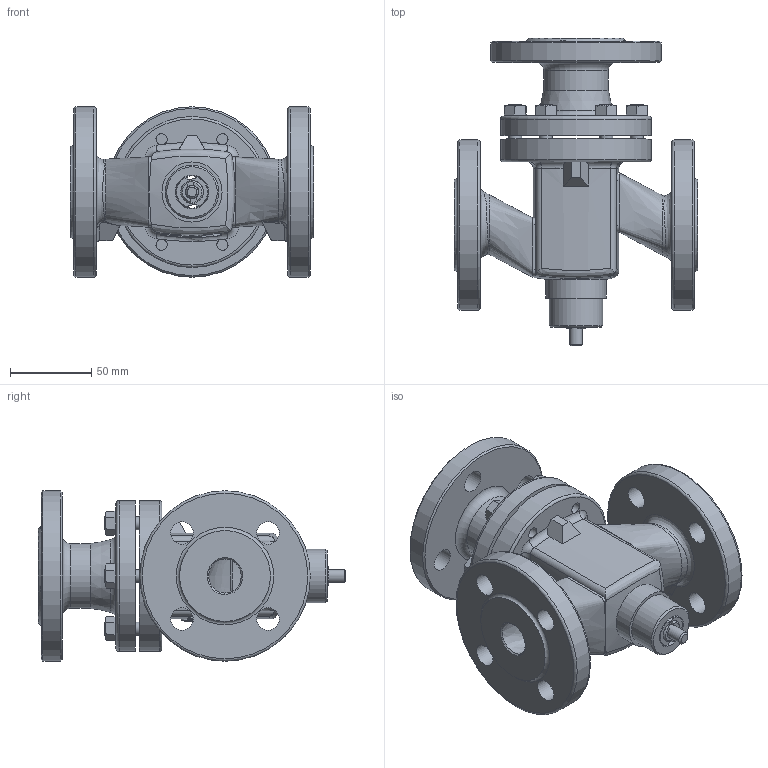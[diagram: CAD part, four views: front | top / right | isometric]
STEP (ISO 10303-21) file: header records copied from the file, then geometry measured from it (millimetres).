
FILE_DESCRIPTION (( 'STEP AP214' ), '1' );
FILE_NAME ('DN20M&G&H3F.STEP', '2016-06-29T12:22:33', ( 'GFR' ), ( '' ), 'SwSTEP 2.0', 'SolidWorks 2014', '' );
FILE_SCHEMA (( 'AUTOMOTIVE_DESIGN' ));
Length unit declared in the file: millimetre
Products named in the file (1): DN20M&G&H3F
Bounding box: 150 x 189.7 x 105 mm (x, y, z)
Surface area: 137925.4 mm2 (no closed solid volume)
Topology: 0 solids, 17 shells, 522 faces, 1990 edges, 1367 vertices
Faces by surface type: plane 329, cylinder 86, cone 54, bspline 32, torus 20, sphere 1
Full cylindrical faces by diameter (mm): 6.9 x4, 8 x7, 8.5 x1, 13 x1, 14 x13, 20 x1, 20.7 x1, 33.1 x1, 37 x1, 40 x1, 93 x2, 105 x3
Entity records: 33342 total; most frequent: CARTESIAN_POINT 14551, ORIENTED_EDGE 3045, DIRECTION 2027, EDGE_CURVE 1885, VERTEX_POINT 1332, AXIS2_PLACEMENT_3D 738, EDGE_LOOP 655, FACE_OUTER_BOUND 574
